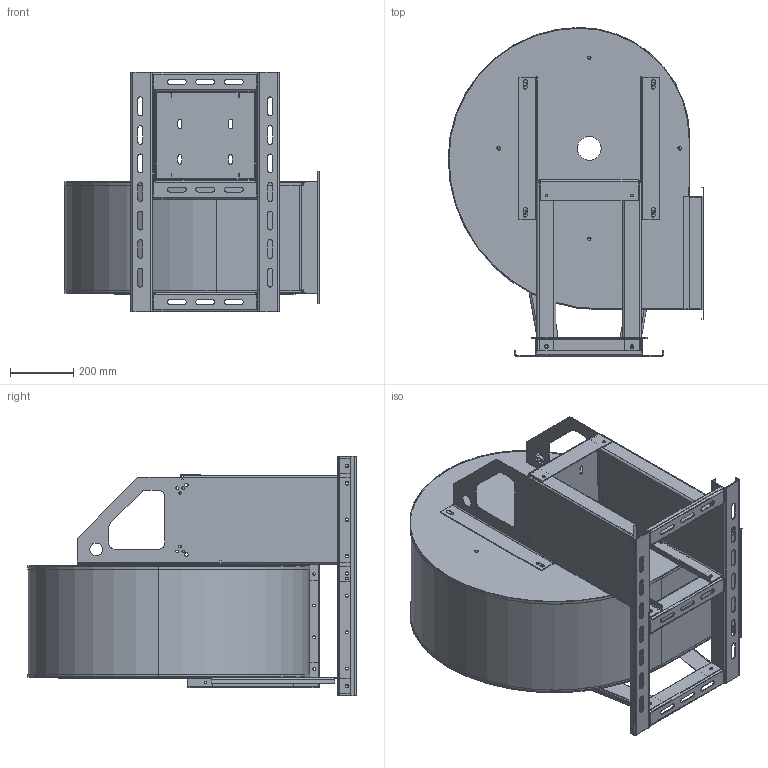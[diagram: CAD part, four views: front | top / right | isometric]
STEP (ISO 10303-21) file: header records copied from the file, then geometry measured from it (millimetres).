
FILE_DESCRIPTION(('STEP AP203'), '1');
FILE_NAME('ÂÐ 280-46-5', '', ('UNSPECIFIED'), ('UNSPECIFIED'), 'ASCON STEP Converter 1.3', 'ASCON Math Kernel', '');
FILE_SCHEMA(('CONFIG_CONTROL_DESIGN'));
Length unit declared in the file: millimetre
Bounding box: 807.05 x 1038.12 x 755 mm (x, y, z)
Volume: 8834446.9 mm3; surface area: 8033444.3 mm2
Topology: 3 solids, 3 shells, 2324 faces, 6710 edges, 4258 vertices
Faces by surface type: plane 1482, cylinder 840, torus 2
Full cylindrical faces by diameter (mm): 5 x8, 8.5 x62, 11 x6, 11.3 x48, 13.3 x4, 16 x8, 40 x2, 75 x1, 130.2 x1, 385 x1, 390 x1, 394 x1, 400 x1, 503 x2, 515 x1, 570 x1
Entity records: 95248 total; most frequent: DIRECTION 13446, CARTESIAN_POINT 13143, ORIENTED_EDGE 13120, EDGE_CURVE 6560, AXIS2_PLACEMENT_3D 4561, LINE 4324, VECTOR 4324, VERTEX_POINT 4258
